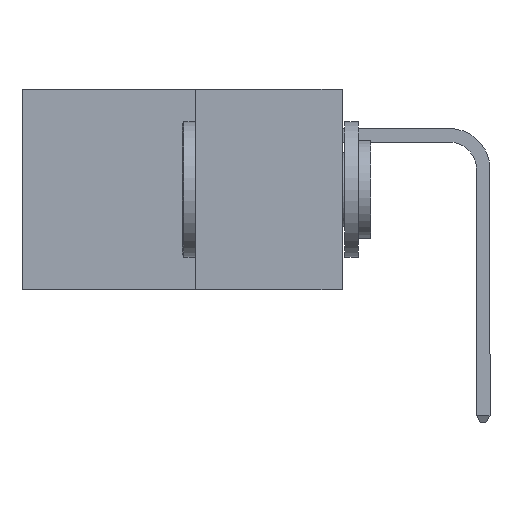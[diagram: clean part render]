
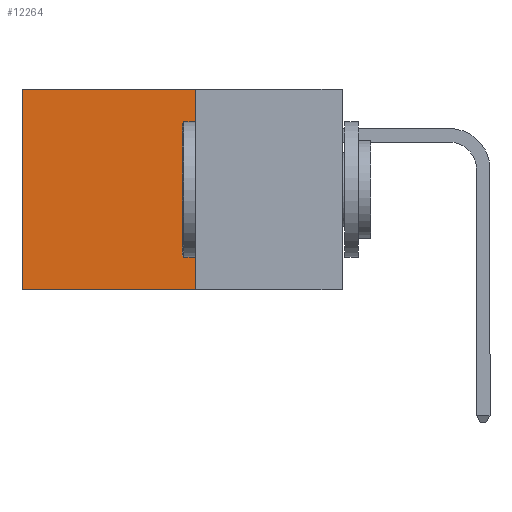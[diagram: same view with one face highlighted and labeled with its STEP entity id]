
A CAD part, left-side view. The second image highlights one B-rep face of the part: STEP entity #12264.
In plain terms, the highlighted planar face has unit normal (-1, 0, 0).
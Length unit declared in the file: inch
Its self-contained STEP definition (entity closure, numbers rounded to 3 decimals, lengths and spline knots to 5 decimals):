
#205 = CARTESIAN_POINT ( 'NONE',  ( 0.277, 0.59, 0. ) ) ;
#551 = EDGE_CURVE ( 'NONE', #16532, #3255, #12408, .T. ) ;
#855 = CARTESIAN_POINT ( 'NONE',  ( 0.277, 0.59, -0.37 ) ) ;
#1062 = ORIENTED_EDGE ( 'NONE', *, *, #14121, .T. ) ;
#1210 = ORIENTED_EDGE ( 'NONE', *, *, #551, .T. ) ;
#2320 = CARTESIAN_POINT ( 'NONE',  ( 0.277, 0.59, -0.37 ) ) ;
#2784 = VERTEX_POINT ( 'NONE', #10140 ) ;
#3255 = VERTEX_POINT ( 'NONE', #205 ) ;
#3766 = CARTESIAN_POINT ( 'NONE',  ( 0.277, 0.27, -0.37 ) ) ;
#4766 = LINE ( 'NONE', #3766, #12318 ) ;
#5609 = PLANE ( 'NONE',  #15525 ) ;
#5839 = ORIENTED_EDGE ( 'NONE', *, *, #6282, .F. ) ;
#6110 = DIRECTION ( 'NONE',  ( 0., 1., 0. ) ) ;
#6278 = FACE_OUTER_BOUND ( 'NONE', #6377, .T. ) ;
#6282 = EDGE_CURVE ( 'NONE', #16532, #2784, #7509, .T. ) ;
#6377 = EDGE_LOOP ( 'NONE', ( #1062, #10475, #5839, #1210 ) ) ;
#7509 = LINE ( 'NONE', #18674, #11483 ) ;
#8436 = VECTOR ( 'NONE', #6110, 39.37008 ) ;
#8673 = DIRECTION ( 'NONE',  ( 0., 0., -1. ) ) ;
#9644 = DIRECTION ( 'NONE',  ( 0., 0., -1. ) ) ;
#10140 = CARTESIAN_POINT ( 'NONE',  ( 0.277, 0.27, -0.37 ) ) ;
#10475 = ORIENTED_EDGE ( 'NONE', *, *, #17634, .F. ) ;
#11483 = VECTOR ( 'NONE', #9644, 39.37008 ) ;
#11516 = VECTOR ( 'NONE', #14507, 39.37008 ) ;
#12264 = ADVANCED_FACE ( 'NONE', ( #6278 ), #5609, .F. ) ;
#12318 = VECTOR ( 'NONE', #14367, 39.37008 ) ;
#12408 = LINE ( 'NONE', #14023, #8436 ) ;
#14023 = CARTESIAN_POINT ( 'NONE',  ( 0.277, 0.27, 0. ) ) ;
#14121 = EDGE_CURVE ( 'NONE', #3255, #17676, #15550, .T. ) ;
#14367 = DIRECTION ( 'NONE',  ( 0., 1., 0. ) ) ;
#14507 = DIRECTION ( 'NONE',  ( 0., 0., -1. ) ) ;
#15525 = AXIS2_PLACEMENT_3D ( 'NONE', #16152, #17681, #8673 ) ;
#15550 = LINE ( 'NONE', #2320, #11516 ) ;
#16152 = CARTESIAN_POINT ( 'NONE',  ( 0.277, 0.27, -0.37 ) ) ;
#16532 = VERTEX_POINT ( 'NONE', #17716 ) ;
#17634 = EDGE_CURVE ( 'NONE', #2784, #17676, #4766, .T. ) ;
#17676 = VERTEX_POINT ( 'NONE', #855 ) ;
#17681 = DIRECTION ( 'NONE',  ( 1., 0., 0. ) ) ;
#17716 = CARTESIAN_POINT ( 'NONE',  ( 0.277, 0.27, 0. ) ) ;
#18674 = CARTESIAN_POINT ( 'NONE',  ( 0.277, 0.27, -0.37 ) ) ;
